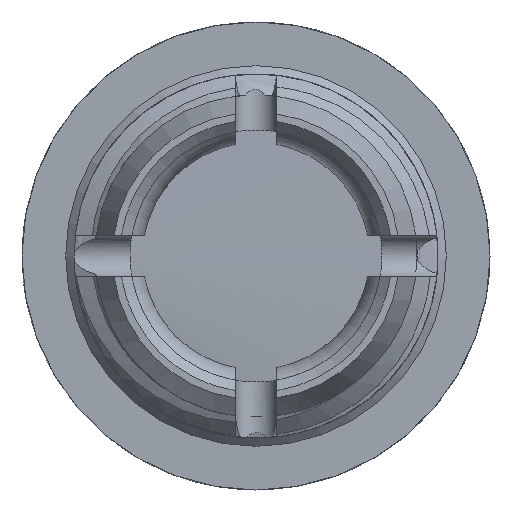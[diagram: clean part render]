
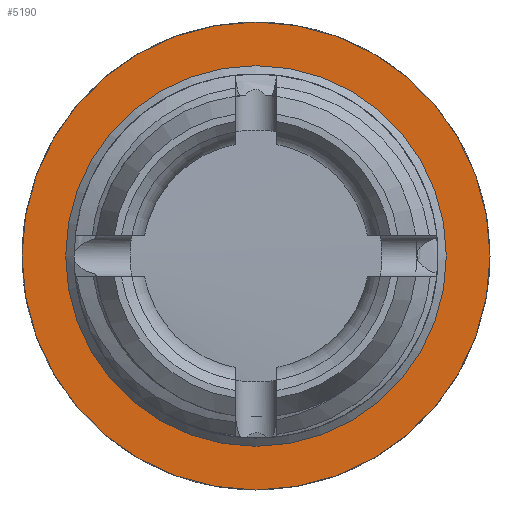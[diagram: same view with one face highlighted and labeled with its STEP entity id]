
A CAD part, front view. The second image highlights one B-rep face of the part: STEP entity #5190.
In plain terms, the highlighted planar face has unit normal (0, -1, 0).
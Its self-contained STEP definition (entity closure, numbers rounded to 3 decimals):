
#156=PLANE('',#5467);
#428=FACE_OUTER_BOUND('',#863,.T.);
#589=FACE_BOUND('',#864,.T.);
#863=EDGE_LOOP('',(#4878,#4879));
#864=EDGE_LOOP('',(#4880,#4881));
#905=CIRCLE('',#5454,11.25);
#906=CIRCLE('',#5455,11.25);
#911=CIRCLE('',#5468,9.15);
#912=CIRCLE('',#5469,9.15);
#2458=VERTEX_POINT('',#19259);
#2459=VERTEX_POINT('',#19260);
#2460=VERTEX_POINT('',#19306);
#2461=VERTEX_POINT('',#19307);
#3260=EDGE_CURVE('',#2458,#2459,#905,.T.);
#3261=EDGE_CURVE('',#2459,#2458,#906,.T.);
#3271=EDGE_CURVE('',#2460,#2461,#911,.T.);
#3272=EDGE_CURVE('',#2461,#2460,#912,.T.);
#4878=ORIENTED_EDGE('',*,*,#3260,.T.);
#4879=ORIENTED_EDGE('',*,*,#3261,.T.);
#4880=ORIENTED_EDGE('',*,*,#3271,.F.);
#4881=ORIENTED_EDGE('',*,*,#3272,.F.);
#5190=ADVANCED_FACE('',(#428,#589),#156,.T.);
#5454=AXIS2_PLACEMENT_3D('',#19261,#6228,#6229);
#5455=AXIS2_PLACEMENT_3D('',#19262,#6230,#6231);
#5467=AXIS2_PLACEMENT_3D('',#19305,#6258,#6259);
#5468=AXIS2_PLACEMENT_3D('',#19308,#6260,#6261);
#5469=AXIS2_PLACEMENT_3D('',#19309,#6262,#6263);
#6228=DIRECTION('center_axis',(0.,-1.,0.));
#6229=DIRECTION('ref_axis',(1.,0.,0.));
#6230=DIRECTION('center_axis',(0.,-1.,0.));
#6231=DIRECTION('ref_axis',(1.,0.,0.));
#6258=DIRECTION('center_axis',(0.,-1.,0.));
#6259=DIRECTION('ref_axis',(0.,0.,-1.));
#6260=DIRECTION('center_axis',(0.,-1.,0.));
#6261=DIRECTION('ref_axis',(1.,0.,0.));
#6262=DIRECTION('center_axis',(0.,-1.,0.));
#6263=DIRECTION('ref_axis',(1.,0.,0.));
#19259=CARTESIAN_POINT('',(11.25,75.,0.));
#19260=CARTESIAN_POINT('',(-11.25,75.,0.));
#19261=CARTESIAN_POINT('Origin',(0.,75.,0.));
#19262=CARTESIAN_POINT('Origin',(0.,75.,0.));
#19305=CARTESIAN_POINT('Origin',(9.15,75.,0.));
#19306=CARTESIAN_POINT('',(9.15,75.,0.));
#19307=CARTESIAN_POINT('',(-9.15,75.,0.));
#19308=CARTESIAN_POINT('Origin',(0.,75.,0.));
#19309=CARTESIAN_POINT('Origin',(0.,75.,0.));
